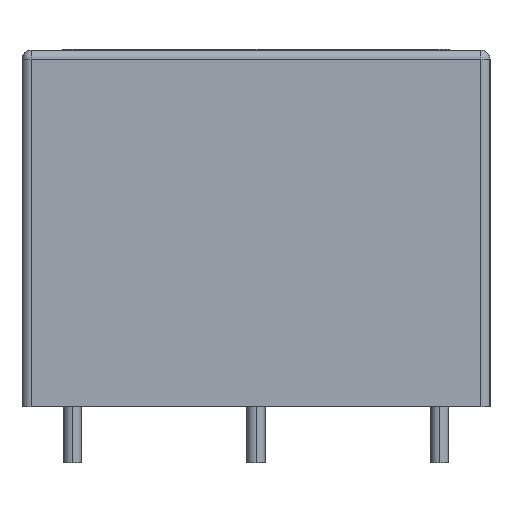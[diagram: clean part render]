
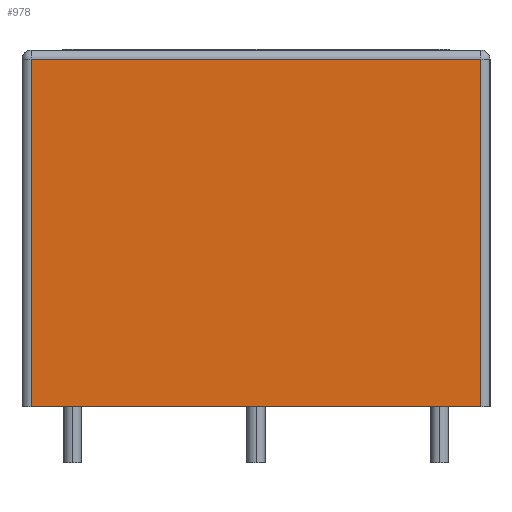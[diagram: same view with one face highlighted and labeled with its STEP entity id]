
A CAD part, left-side view. The second image highlights one B-rep face of the part: STEP entity #978.
In plain terms, the highlighted planar face has unit normal (-1, 0, 0).
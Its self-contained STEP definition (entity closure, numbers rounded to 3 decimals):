
#414=CARTESIAN_POINT('',(-25.65,-12.45,19.25));
#415=VERTEX_POINT('',#414);
#449=CARTESIAN_POINT('',(-25.65,12.45,19.25));
#450=VERTEX_POINT('',#449);
#688=CARTESIAN_POINT('',(-25.65,12.45,0.0));
#689=VERTEX_POINT('',#688);
#697=CARTESIAN_POINT('',(-25.65,12.45,0.0));
#698=DIRECTION('',(0.0,0.0,1.0));
#699=VECTOR('',#698,19.25);
#700=LINE('',#697,#699);
#701=EDGE_CURVE('',#689,#450,#700,.T.);
#719=CARTESIAN_POINT('',(-25.65,12.45,19.25));
#720=DIRECTION('',(0.0,-1.0,0.0));
#721=VECTOR('',#720,24.9);
#722=LINE('',#719,#721);
#723=EDGE_CURVE('',#450,#415,#722,.T.);
#740=CARTESIAN_POINT('',(-25.65,-12.45,0.0));
#741=VERTEX_POINT('',#740);
#758=CARTESIAN_POINT('',(-25.65,-12.45,19.25));
#759=DIRECTION('',(0.0,0.0,-1.0));
#760=VECTOR('',#759,19.25);
#761=LINE('',#758,#760);
#762=EDGE_CURVE('',#415,#741,#761,.T.);
#891=CARTESIAN_POINT('',(-25.65,-12.45,0.0));
#892=DIRECTION('',(0.0,1.0,0.0));
#893=VECTOR('',#892,24.9);
#894=LINE('',#891,#893);
#895=EDGE_CURVE('',#741,#689,#894,.T.);
#967=CARTESIAN_POINT('',(-25.65,-12.95,0.5));
#968=DIRECTION('',(-1.0,0.0,0.0));
#969=DIRECTION('',(0.0,0.0,-1.0));
#970=AXIS2_PLACEMENT_3D('',#967,#968,#969);
#971=PLANE('',#970);
#972=ORIENTED_EDGE('',*,*,#701,.F.);
#973=ORIENTED_EDGE('',*,*,#895,.F.);
#974=ORIENTED_EDGE('',*,*,#762,.F.);
#975=ORIENTED_EDGE('',*,*,#723,.F.);
#976=EDGE_LOOP('',(#972,#973,#974,#975));
#977=FACE_OUTER_BOUND('',#976,.T.);
#978=ADVANCED_FACE('',(#977),#971,.T.);
